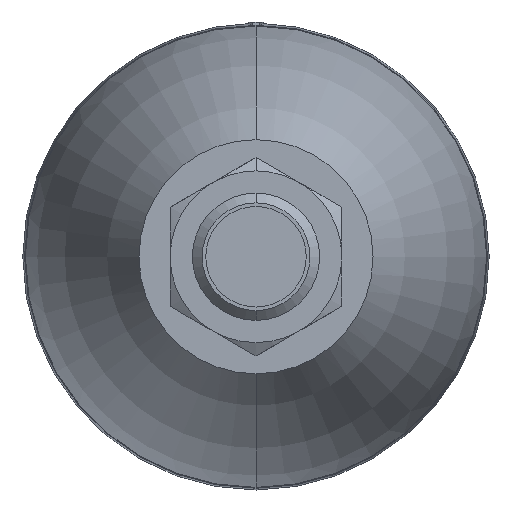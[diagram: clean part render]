
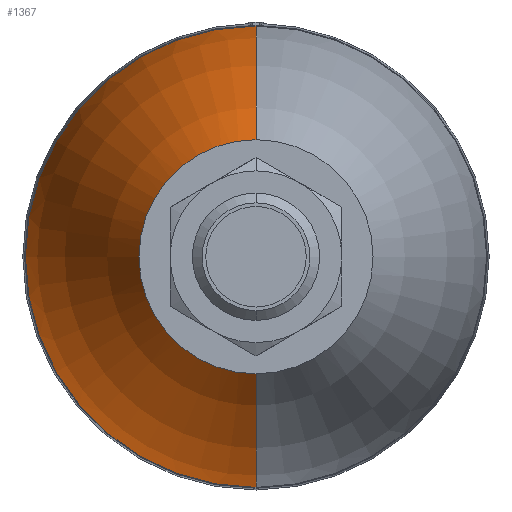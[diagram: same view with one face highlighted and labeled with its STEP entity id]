
A CAD part, front view. The second image highlights one B-rep face of the part: STEP entity #1367.
In plain terms, the highlighted toroidal (fillet/blend) face has major radius 106.703 mm and minor radius 143.042 mm.
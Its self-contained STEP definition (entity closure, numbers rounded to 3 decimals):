
#14 = EDGE_CURVE ( 'NONE', #3680, #3567, #4115, .T. ) ;
#80 = EDGE_CURVE ( 'NONE', #3688, #3680, #4082, .T. ) ;
#143 = EDGE_LOOP ( 'NONE', ( #3713, #3648, #3839, #3475 ) ) ;
#549 = CARTESIAN_POINT ( 'NONE',  ( 0., 332.927, 0. ) ) ;
#550 = DIRECTION ( 'NONE',  ( 0., 1., 0. ) ) ;
#551 = DIRECTION ( 'NONE',  ( 0., 0., 1. ) ) ;
#607 = CARTESIAN_POINT ( 'NONE',  ( 0., 337.919, 106.703 ) ) ;
#608 = DIRECTION ( 'NONE',  ( 1., 0., 0. ) ) ;
#609 = DIRECTION ( 'NONE',  ( 0., 0., -1. ) ) ;
#1367 = ADVANCED_FACE ( 'TORUS_1', ( #4245 ), #2064, .T. ) ;
#1693 = AXIS2_PLACEMENT_3D ( 'NONE', #2724, #2725, #2726 ) ;
#1695 = CIRCLE ( 'NONE', #1693, 14.469 ) ;
#1784 = EDGE_CURVE ( 'NONE', #3513, #3567, #2144, .T. ) ;
#2064 = TOROIDAL_SURFACE ( 'NONE', #2220, -106.703, 143.042 ) ;
#2144 = CIRCLE ( 'NONE', #2188, 143.042 ) ;
#2188 = AXIS2_PLACEMENT_3D ( 'NONE', #5009, #5010, #5011 ) ;
#2220 = AXIS2_PLACEMENT_3D ( 'NONE', #4239, #4242, #4247 ) ;
#2724 = CARTESIAN_POINT ( 'NONE',  ( 0., 261.903, 0. ) ) ;
#2725 = DIRECTION ( 'NONE',  ( 0., 1., 0. ) ) ;
#2726 = DIRECTION ( 'NONE',  ( 0., 0., 1. ) ) ;
#2820 = CARTESIAN_POINT ( 'NONE',  ( 0., 261.903, 14.469 ) ) ;
#2864 = CARTESIAN_POINT ( 'NONE',  ( 0., 332.927, 36.252 ) ) ;
#2935 = CARTESIAN_POINT ( 'NONE',  ( 0., 332.927, -36.252 ) ) ;
#2947 = CARTESIAN_POINT ( 'NONE',  ( 0., 261.903, -14.469 ) ) ;
#3338 = EDGE_CURVE ( 'NONE', #3688, #3513, #1695, .T. ) ;
#3475 = ORIENTED_EDGE ( 'NONE', *, *, #14, .F. ) ;
#3513 = VERTEX_POINT ( 'NONE', #2820 ) ;
#3567 = VERTEX_POINT ( 'NONE', #2864 ) ;
#3648 = ORIENTED_EDGE ( 'NONE', *, *, #3338, .T. ) ;
#3680 = VERTEX_POINT ( 'NONE', #2935 ) ;
#3688 = VERTEX_POINT ( 'NONE', #2947 ) ;
#3713 = ORIENTED_EDGE ( 'NONE', *, *, #80, .F. ) ;
#3839 = ORIENTED_EDGE ( 'NONE', *, *, #1784, .T. ) ;
#4077 = AXIS2_PLACEMENT_3D ( 'NONE', #607, #608, #609 ) ;
#4082 = CIRCLE ( 'NONE', #4077, 143.042 ) ;
#4111 = AXIS2_PLACEMENT_3D ( 'NONE', #549, #550, #551 ) ;
#4115 = CIRCLE ( 'NONE', #4111, 36.252 ) ;
#4239 = CARTESIAN_POINT ( 'NONE',  ( 0., 337.919, 0. ) ) ;
#4242 = DIRECTION ( 'NONE',  ( 0., 1., 0. ) ) ;
#4245 = FACE_OUTER_BOUND ( 'NONE', #143, .T. ) ;
#4247 = DIRECTION ( 'NONE',  ( 0., 0., 1. ) ) ;
#5009 = CARTESIAN_POINT ( 'NONE',  ( 0., 337.919, -106.703 ) ) ;
#5010 = DIRECTION ( 'NONE',  ( -1., 0., 0. ) ) ;
#5011 = DIRECTION ( 'NONE',  ( 0., 0., 1. ) ) ;
